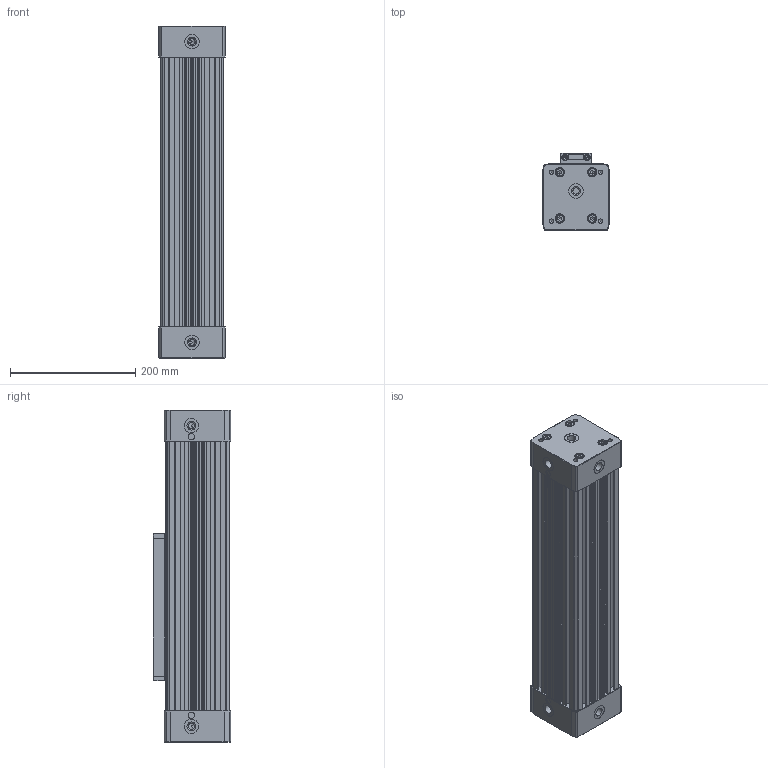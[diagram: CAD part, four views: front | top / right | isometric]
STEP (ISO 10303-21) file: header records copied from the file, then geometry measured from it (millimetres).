
FILE_DESCRIPTION(/* implementation_level */ '2;1');
FILE_NAME(/* name */ 'PLF63 - P2 - 0100.stp',/* time_stamp */ '18-Jan-2021 12:19:48',/* author */ ('MEDAN GmbH-H.By.'),/* organization */ (''), /* preprocessor_version */ 'ST-DEVELOPER v11',/* originating_system */ 'SIEMENS PLM Software NX 7.5',/* authorisation */ '');
FILE_SCHEMA (('AUTOMOTIVE_DESIGN { 1 0 10303 214 1 1 1 1 }'));
Bounding box: 106 x 123 x 530 mm (x, y, z)
Volume: 4511090.2 mm3; surface area: 619829.6 mm2
Topology: 24 solids, 24 shells, 1097 faces, 2832 edges, 1816 vertices
Faces by surface type: plane 622, cylinder 353, cone 110, torus 12
Full cylindrical faces by diameter (mm): 2.43 x4, 3.2 x4, 4 x4, 4.2 x2, 4.351 x4, 5 x4, 6 x8, 6.8 x8, 6.985 x4, 8 x8, 8.5 x4, 9 x8, 10 x8, 13 x8, 14 x6, 15 x8, 23 x6
Entity records: 25698 total; most frequent: DRCTN 4303, CRTPNT 4165, ORNEDG 3986, EDGCRV 1993, A2PL3D 1503, VRTPNT 1353, LINE 1297, VECTOR 1297
